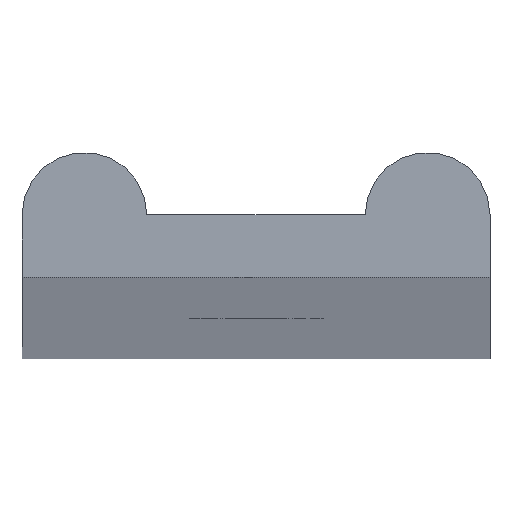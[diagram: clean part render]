
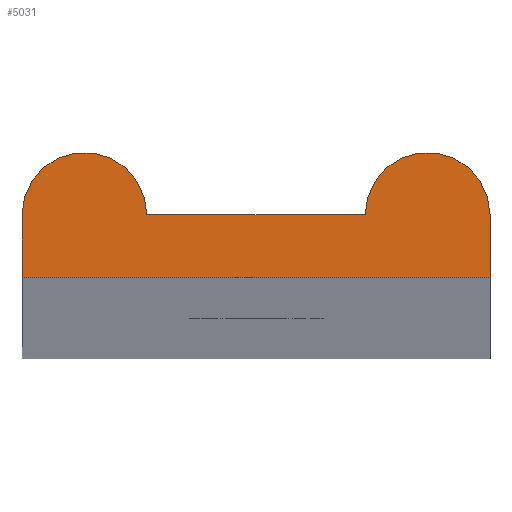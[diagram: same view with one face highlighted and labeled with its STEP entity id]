
A CAD part, top view. The second image highlights one B-rep face of the part: STEP entity #5031.
In plain terms, the highlighted planar face has unit normal (0, 0, 1).
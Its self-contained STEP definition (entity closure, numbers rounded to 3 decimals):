
#199 = EDGE_CURVE ( 'NONE', #6621, #1238, #10057, .T. ) ;
#234 = CARTESIAN_POINT ( 'NONE',  ( 11., 4., 1500. ) ) ;
#424 = CARTESIAN_POINT ( 'NONE',  ( -7., 4., 1500. ) ) ;
#577 = FACE_OUTER_BOUND ( 'NONE', #4971, .T. ) ;
#649 = DIRECTION ( 'NONE',  ( -1., 0., 0. ) ) ;
#1198 = CIRCLE ( 'NONE', #2628, 4. ) ;
#1238 = VERTEX_POINT ( 'NONE', #9779 ) ;
#1396 = VECTOR ( 'NONE', #2897, 1000. ) ;
#1486 = EDGE_CURVE ( 'NONE', #10885, #9662, #1533, .T. ) ;
#1533 = CIRCLE ( 'NONE', #11666, 4. ) ;
#1726 = CARTESIAN_POINT ( 'NONE',  ( 7., 4., 1500. ) ) ;
#2240 = LINE ( 'NONE', #7242, #6224 ) ;
#2532 = DIRECTION ( 'NONE',  ( 0., 0., -1. ) ) ;
#2572 = VECTOR ( 'NONE', #649, 1000. ) ;
#2628 = AXIS2_PLACEMENT_3D ( 'NONE', #10363, #7602, #4992 ) ;
#2701 = VERTEX_POINT ( 'NONE', #424 ) ;
#2897 = DIRECTION ( 'NONE',  ( 0., -1., 0. ) ) ;
#2997 = DIRECTION ( 'NONE',  ( 1., 0., 0. ) ) ;
#3070 = ORIENTED_EDGE ( 'NONE', *, *, #1486, .T. ) ;
#3134 = LINE ( 'NONE', #1726, #2572 ) ;
#3319 = CARTESIAN_POINT ( 'NONE',  ( 15., 4., 1500. ) ) ;
#4073 = ORIENTED_EDGE ( 'NONE', *, *, #5793, .T. ) ;
#4338 = ORIENTED_EDGE ( 'NONE', *, *, #8978, .T. ) ;
#4826 = VECTOR ( 'NONE', #11313, 1000. ) ;
#4971 = EDGE_LOOP ( 'NONE', ( #4338, #7328, #7150, #10548, #3070, #4073 ) ) ;
#4992 = DIRECTION ( 'NONE',  ( -1., 0., 0. ) ) ;
#5031 = ADVANCED_FACE ( 'NONE', ( #577 ), #10705, .F. ) ;
#5280 = CARTESIAN_POINT ( 'NONE',  ( -11., 4., 1500. ) ) ;
#5472 = DIRECTION ( 'NONE',  ( 1., 0., 0. ) ) ;
#5603 = CARTESIAN_POINT ( 'NONE',  ( -15., 4., 1500. ) ) ;
#5793 = EDGE_CURVE ( 'NONE', #9662, #2701, #3134, .T. ) ;
#5919 = CARTESIAN_POINT ( 'NONE',  ( 15., 4., 1500. ) ) ;
#6139 = CARTESIAN_POINT ( 'NONE',  ( 7., 4., 1500. ) ) ;
#6224 = VECTOR ( 'NONE', #5472, 1000. ) ;
#6321 = EDGE_CURVE ( 'NONE', #9021, #10885, #8621, .T. ) ;
#6621 = VERTEX_POINT ( 'NONE', #5603 ) ;
#6699 = CARTESIAN_POINT ( 'NONE',  ( 15., 0., 1500. ) ) ;
#6945 = EDGE_CURVE ( 'NONE', #1238, #9021, #2240, .T. ) ;
#7150 = ORIENTED_EDGE ( 'NONE', *, *, #6945, .T. ) ;
#7242 = CARTESIAN_POINT ( 'NONE',  ( -15., 0., 1500. ) ) ;
#7328 = ORIENTED_EDGE ( 'NONE', *, *, #199, .T. ) ;
#7602 = DIRECTION ( 'NONE',  ( 0., 0., 1. ) ) ;
#8271 = AXIS2_PLACEMENT_3D ( 'NONE', #5280, #2532, #8975 ) ;
#8621 = LINE ( 'NONE', #3319, #4826 ) ;
#8975 = DIRECTION ( 'NONE',  ( -1., 0., 0. ) ) ;
#8978 = EDGE_CURVE ( 'NONE', #2701, #6621, #1198, .T. ) ;
#9021 = VERTEX_POINT ( 'NONE', #6699 ) ;
#9662 = VERTEX_POINT ( 'NONE', #6139 ) ;
#9779 = CARTESIAN_POINT ( 'NONE',  ( -15., 0., 1500. ) ) ;
#10057 = LINE ( 'NONE', #10837, #1396 ) ;
#10285 = DIRECTION ( 'NONE',  ( 0., 0., 1. ) ) ;
#10363 = CARTESIAN_POINT ( 'NONE',  ( -11., 4., 1500. ) ) ;
#10548 = ORIENTED_EDGE ( 'NONE', *, *, #6321, .T. ) ;
#10705 = PLANE ( 'NONE',  #8271 ) ;
#10837 = CARTESIAN_POINT ( 'NONE',  ( -15., 4., 1500. ) ) ;
#10885 = VERTEX_POINT ( 'NONE', #5919 ) ;
#11313 = DIRECTION ( 'NONE',  ( 0., 1., 0. ) ) ;
#11666 = AXIS2_PLACEMENT_3D ( 'NONE', #234, #10285, #2997 ) ;
